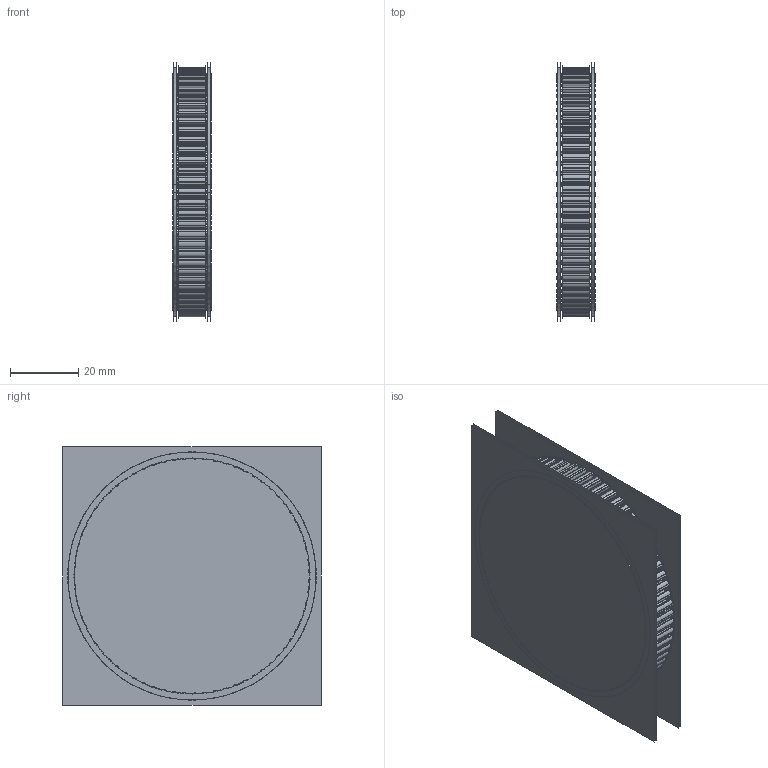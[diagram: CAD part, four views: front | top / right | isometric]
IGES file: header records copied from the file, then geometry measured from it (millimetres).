
Start section:  PTC IGES file: fe473z.igs
Global section: file name: fe473z.igs; native system: Creo Parametric by Parametric Technology Corporation; preprocessor: 2013150; author: sales 4; organization: Unknown; date: 20140324.142147; units: millimetre
Bounding box: 11.44 x 75.71 x 75.71 mm (x, y, z)
Volume: 4711.4 mm3; surface area: 143981.5 mm2
Topology: 72 solids, 72 shells, 4774 faces, 25988 edges, 33272 vertices
Faces by surface type: revolution 2848, bspline 1926
